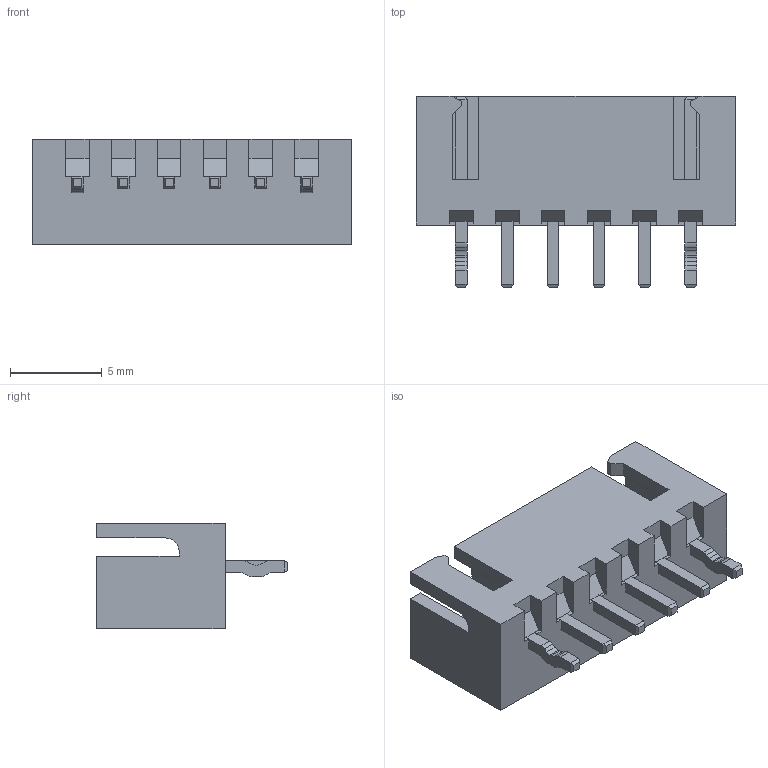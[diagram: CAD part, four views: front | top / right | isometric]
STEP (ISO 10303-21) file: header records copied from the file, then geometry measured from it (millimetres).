
FILE_DESCRIPTION (( 'STEP AP214' ), '1' );
FILE_NAME ('47EE2EC9-AD5A-4A30-A908-B5E8E231EE7D.STEP', '2025-02-08T00:00:55', ( '' ), ( '' ), 'SwSTEP 2.0', 'SolidWorks 2022', '' );
FILE_SCHEMA (( 'AUTOMOTIVE_DESIGN' ));
Length unit declared in the file: millimetre
Products named in the file (1): 47EE2EC9-AD5A-4A30-A908-B5E8E231EE7D
Bounding box: 17.4 x 10.4 x 5.75 mm (x, y, z)
Surface area: 911.7 mm2 (no closed solid volume)
Topology: 0 solids, 7 shells, 184 faces, 516 edges, 340 vertices
Faces by surface type: plane 166, cylinder 18
Entity records: 7813 total; most frequent: CARTESIAN_POINT 1041, ORIENTED_EDGE 972, DIRECTION 922, EDGE_CURVE 516, LINE 480, VECTOR 480, VERTEX_POINT 340, AXIS2_PLACEMENT_3D 221
